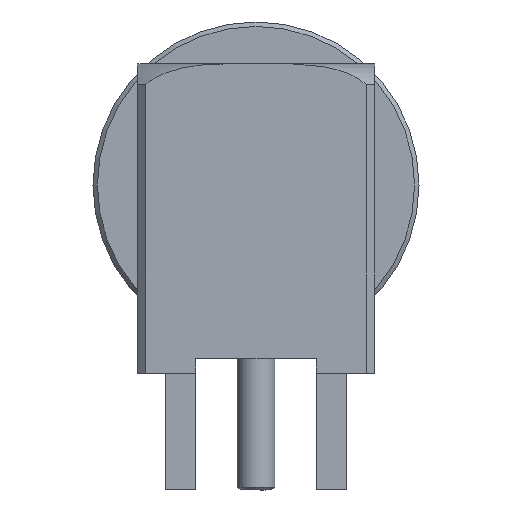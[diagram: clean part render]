
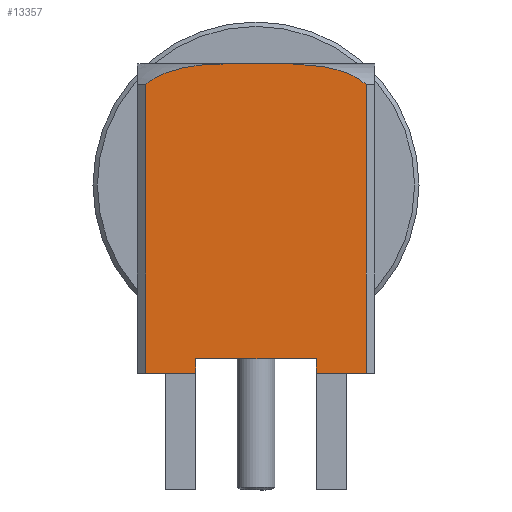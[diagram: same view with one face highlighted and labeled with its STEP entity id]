
A CAD part, left-side view. The second image highlights one B-rep face of the part: STEP entity #13357.
In plain terms, the highlighted face is planar.
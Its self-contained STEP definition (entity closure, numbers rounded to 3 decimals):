
#591=PLANE('',#14675);
#1139=B_SPLINE_CURVE_WITH_KNOTS('',3,(#30026,#30027,#30028,#30029,#30030),
 .UNSPECIFIED.,.F.,.F.,(4,1,4),(0.,0.002,
0.004),.UNSPECIFIED.);
#1140=B_SPLINE_CURVE_WITH_KNOTS('',3,(#30041,#30042,#30043,#30044,#30045),
 .UNSPECIFIED.,.F.,.F.,(4,1,4),(0.017,0.019,0.021),
 .UNSPECIFIED.);
#5183=ORIENTED_EDGE('',*,*,#7557,.T.);
#5184=ORIENTED_EDGE('',*,*,#7558,.T.);
#5185=ORIENTED_EDGE('',*,*,#7559,.T.);
#5186=ORIENTED_EDGE('',*,*,#7560,.F.);
#5187=ORIENTED_EDGE('',*,*,#7526,.F.);
#5188=ORIENTED_EDGE('',*,*,#7561,.T.);
#5189=ORIENTED_EDGE('',*,*,#7507,.F.);
#5190=ORIENTED_EDGE('',*,*,#7562,.T.);
#5191=ORIENTED_EDGE('',*,*,#7563,.T.);
#5192=ORIENTED_EDGE('',*,*,#7564,.T.);
#7507=EDGE_CURVE('',#8945,#8946,#9886,.T.);
#7526=EDGE_CURVE('',#8964,#8965,#9904,.T.);
#7557=EDGE_CURVE('',#8989,#8990,#1139,.T.);
#7558=EDGE_CURVE('',#8990,#8991,#9928,.T.);
#7559=EDGE_CURVE('',#8991,#8992,#9929,.T.);
#7560=EDGE_CURVE('',#8965,#8992,#9930,.T.);
#7561=EDGE_CURVE('',#8964,#8946,#9931,.T.);
#7562=EDGE_CURVE('',#8945,#8993,#9932,.T.);
#7563=EDGE_CURVE('',#8993,#8994,#1140,.T.);
#7564=EDGE_CURVE('',#8994,#8989,#9933,.T.);
#8945=VERTEX_POINT('',#29902);
#8946=VERTEX_POINT('',#29904);
#8964=VERTEX_POINT('',#29942);
#8965=VERTEX_POINT('',#29944);
#8989=VERTEX_POINT('',#30031);
#8990=VERTEX_POINT('',#30032);
#8991=VERTEX_POINT('',#30034);
#8992=VERTEX_POINT('',#30036);
#8993=VERTEX_POINT('',#30040);
#8994=VERTEX_POINT('',#30046);
#9886=LINE('',#29903,#10776);
#9904=LINE('',#29943,#10794);
#9928=LINE('',#30033,#10818);
#9929=LINE('',#30035,#10819);
#9930=LINE('',#30037,#10820);
#9931=LINE('',#30038,#10821);
#9932=LINE('',#30039,#10822);
#9933=LINE('',#30047,#10823);
#10776=VECTOR('',#17776,1000.);
#10794=VECTOR('',#17800,1000.);
#10818=VECTOR('',#17834,1000.);
#10819=VECTOR('',#17835,1000.);
#10820=VECTOR('',#17836,1000.);
#10821=VECTOR('',#17837,1000.);
#10822=VECTOR('',#17838,1000.);
#10823=VECTOR('',#17839,1000.);
#11608=EDGE_LOOP('',(#5183,#5184,#5185,#5186,#5187,#5188,#5189,#5190,#5191,
#5192));
#12409=FACE_BOUND('',#11608,.T.);
#13357=ADVANCED_FACE('',(#12409),#591,.F.);
#14675=AXIS2_PLACEMENT_3D('',#30025,#17832,#17833);
#17776=DIRECTION('',(-1.,0.,0.));
#17800=DIRECTION('',(-1.,0.,0.));
#17832=DIRECTION('',(0.,-1.,0.));
#17833=DIRECTION('',(0.,0.,-1.));
#17834=DIRECTION('',(0.,0.,1.));
#17835=DIRECTION('',(1.,0.,0.));
#17836=DIRECTION('',(0.,0.,1.));
#17837=DIRECTION('',(0.,0.,1.));
#17838=DIRECTION('',(0.,0.,-1.));
#17839=DIRECTION('',(-1.,0.,0.));
#29902=CARTESIAN_POINT('',(3.72,4.,0.5));
#29903=CARTESIAN_POINT('',(4.,4.,0.5));
#29904=CARTESIAN_POINT('',(2.03,4.,0.5));
#29942=CARTESIAN_POINT('',(2.03,4.,0.01));
#29943=CARTESIAN_POINT('',(4.,4.,0.01));
#29944=CARTESIAN_POINT('',(-2.03,4.,0.01));
#30025=CARTESIAN_POINT('',(4.,4.,0.01));
#30026=CARTESIAN_POINT('',(-0.234,4.,-9.94));
#30027=CARTESIAN_POINT('',(-0.839,4.,-9.94));
#30028=CARTESIAN_POINT('',(-2.047,4.,-9.964));
#30029=CARTESIAN_POINT('',(-3.259,4.,-9.633));
#30030=CARTESIAN_POINT('',(-3.72,4.,-9.239));
#30031=CARTESIAN_POINT('',(-0.234,4.,-9.94));
#30032=CARTESIAN_POINT('',(-3.72,4.,-9.239));
#30033=CARTESIAN_POINT('',(-3.72,4.,0.01));
#30034=CARTESIAN_POINT('',(-3.72,4.,0.5));
#30035=CARTESIAN_POINT('',(-4.,4.,0.5));
#30036=CARTESIAN_POINT('',(-2.03,4.,0.5));
#30037=CARTESIAN_POINT('',(-2.03,4.,-11.304));
#30038=CARTESIAN_POINT('',(2.03,4.,-11.315));
#30039=CARTESIAN_POINT('',(3.72,4.,0.01));
#30040=CARTESIAN_POINT('',(3.72,4.,-9.239));
#30041=CARTESIAN_POINT('',(3.72,4.,-9.239));
#30042=CARTESIAN_POINT('',(3.256,4.,-9.635));
#30043=CARTESIAN_POINT('',(2.039,4.,-9.964));
#30044=CARTESIAN_POINT('',(0.839,4.,-9.94));
#30045=CARTESIAN_POINT('',(0.234,4.,-9.94));
#30046=CARTESIAN_POINT('',(0.234,4.,-9.94));
#30047=CARTESIAN_POINT('',(4.,4.,-9.94));
